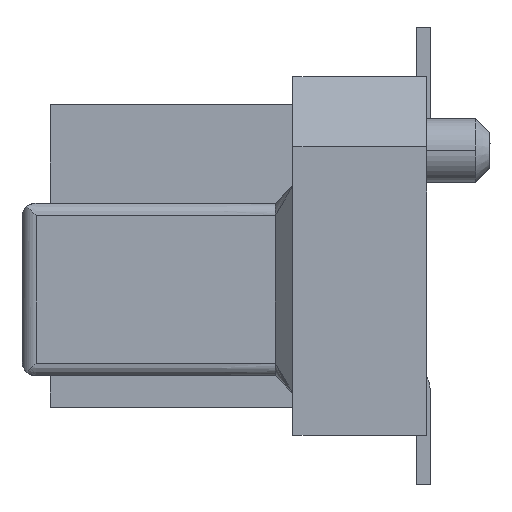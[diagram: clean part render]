
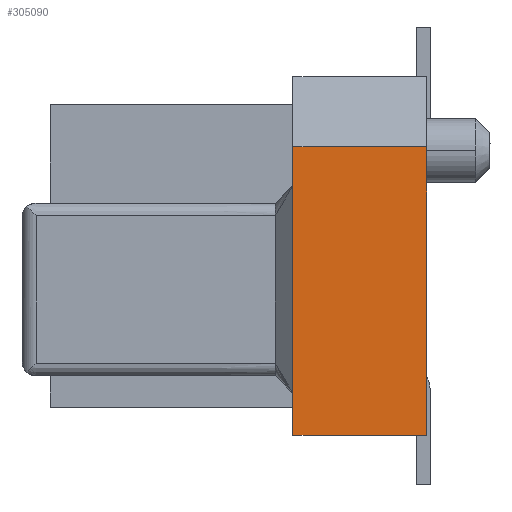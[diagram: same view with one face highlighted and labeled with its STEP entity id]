
A CAD part, left-side view. The second image highlights one B-rep face of the part: STEP entity #305090.
In plain terms, the highlighted planar face has unit normal (-1, 0, 0).
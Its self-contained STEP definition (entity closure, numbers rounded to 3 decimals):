
#207700=CARTESIAN_POINT('',(6.,4.9,1.55));
#207710=VERTEX_POINT('',#207700);
#207860=CARTESIAN_POINT('',(6.,3.,1.55));
#207870=VERTEX_POINT('',#207860);
#207900=CARTESIAN_POINT('',(6.,1.,1.55));
#207910=DIRECTION('',(0.,1.,0.));
#207920=VECTOR('',#207910,1.);
#207930=LINE('',#207900,#207920);
#207940=EDGE_CURVE('',#207870,#207710,#207930,.T.);
#212700=CARTESIAN_POINT('',(6.,3.,-2.55));
#212710=VERTEX_POINT('',#212700);
#212900=CARTESIAN_POINT('',(6.,4.9,-2.55));
#212910=VERTEX_POINT('',#212900);
#212940=CARTESIAN_POINT('',(6.,1.,-2.55));
#212950=DIRECTION('',(0.,1.,0.));
#212960=VECTOR('',#212950,1.);
#212970=LINE('',#212940,#212960);
#212980=EDGE_CURVE('',#212710,#212910,#212970,.T.);
#257990=CARTESIAN_POINT('',(6.,3.,0.));
#258000=DIRECTION('',(0.,0.,-1.));
#258010=VECTOR('',#258000,1.);
#258020=LINE('',#257990,#258010);
#258030=EDGE_CURVE('',#207870,#212710,#258020,.T.);
#304930=CARTESIAN_POINT('',(6.,4.45,-0.5));
#304940=DIRECTION('',(-1.,0.,0.));
#304950=DIRECTION('',(0.,1.,0.));
#304960=AXIS2_PLACEMENT_3D('',#304930,#304940,#304950);
#304970=PLANE('',#304960);
#304980=CARTESIAN_POINT('',(6.,4.9,0.));
#304990=DIRECTION('',(0.,0.,-1.));
#305000=VECTOR('',#304990,1.);
#305010=LINE('',#304980,#305000);
#305020=EDGE_CURVE('',#207710,#212910,#305010,.T.);
#305030=ORIENTED_EDGE('',*,*,#305020,.T.);
#305040=ORIENTED_EDGE('',*,*,#207940,.T.);
#305050=ORIENTED_EDGE('',*,*,#258030,.F.);
#305060=ORIENTED_EDGE('',*,*,#212980,.F.);
#305070=EDGE_LOOP('',(#305060,#305050,#305040,#305030));
#305080=FACE_OUTER_BOUND('',#305070,.T.);
#305090=ADVANCED_FACE('',(#305080),#304970,.T.);
